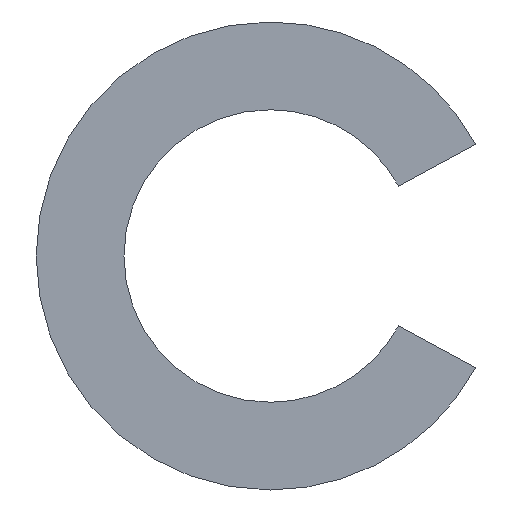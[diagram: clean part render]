
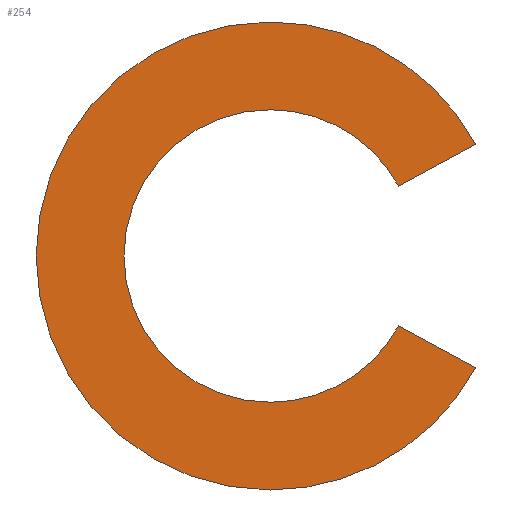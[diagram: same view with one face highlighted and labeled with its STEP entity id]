
A CAD part, front view. The second image highlights one B-rep face of the part: STEP entity #254.
In plain terms, the highlighted planar face has unit normal (0, -1, 0).
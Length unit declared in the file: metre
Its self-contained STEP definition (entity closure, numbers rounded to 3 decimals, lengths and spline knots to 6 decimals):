
#10 = ORIENTED_EDGE ( 'NONE', *, *, #129, .F. ) ;
#21 = LINE ( 'NONE', #319, #234 ) ;
#28 = CIRCLE ( 'NONE', #229, 0.02 ) ;
#30 = CARTESIAN_POINT ( 'NONE',  ( 0., -0.004, 0. ) ) ;
#33 = ORIENTED_EDGE ( 'NONE', *, *, #54, .T. ) ;
#42 = AXIS2_PLACEMENT_3D ( 'NONE', #112, #220, #61 ) ;
#43 = CARTESIAN_POINT ( 'NONE',  ( 0., -0.004, -0.0125 ) ) ;
#51 = DIRECTION ( 'NONE',  ( 1., 0., 0. ) ) ;
#54 = EDGE_CURVE ( 'NONE', #72, #291, #96, .T. ) ;
#61 = DIRECTION ( 'NONE',  ( 1., 0., 0. ) ) ;
#67 = VECTOR ( 'NONE', #223, 1. ) ;
#69 = DIRECTION ( 'NONE',  ( 0., 1., 0. ) ) ;
#71 = CARTESIAN_POINT ( 'NONE',  ( 0.010984, -0.004, -0.005966 ) ) ;
#72 = VERTEX_POINT ( 'NONE', #160 ) ;
#75 = DIRECTION ( 'NONE',  ( 1., 0., 0. ) ) ;
#79 = CARTESIAN_POINT ( 'NONE',  ( 0.017575, -0.004, 0.009545 ) ) ;
#80 = EDGE_LOOP ( 'NONE', ( #306, #311, #33, #202, #178, #256, #10, #287 ) ) ;
#83 = DIRECTION ( 'NONE',  ( 1., 0., 0. ) ) ;
#88 = CARTESIAN_POINT ( 'NONE',  ( 0., -0.004, 0. ) ) ;
#93 = LINE ( 'NONE', #283, #67 ) ;
#96 = CIRCLE ( 'NONE', #187, 0.0125 ) ;
#98 = DIRECTION ( 'NONE',  ( 0., 1., 0. ) ) ;
#110 = EDGE_CURVE ( 'NONE', #232, #337, #21, .T. ) ;
#112 = CARTESIAN_POINT ( 'NONE',  ( 0., -0.004, 0. ) ) ;
#118 = VERTEX_POINT ( 'NONE', #79 ) ;
#129 = EDGE_CURVE ( 'NONE', #232, #336, #292, .T. ) ;
#135 = CARTESIAN_POINT ( 'NONE',  ( 0., -0.004, 0. ) ) ;
#137 = AXIS2_PLACEMENT_3D ( 'NONE', #189, #293, #51 ) ;
#140 = DIRECTION ( 'NONE',  ( 0., 1., 0. ) ) ;
#143 = DIRECTION ( 'NONE',  ( 0., 1., 0. ) ) ;
#145 = EDGE_CURVE ( 'NONE', #336, #224, #28, .T. ) ;
#147 = CARTESIAN_POINT ( 'NONE',  ( 0., -0.004, 0. ) ) ;
#160 = CARTESIAN_POINT ( 'NONE',  ( 0., -0.004, 0.0125 ) ) ;
#161 = DIRECTION ( 'NONE',  ( -0.879, 0., 0.477 ) ) ;
#168 = CARTESIAN_POINT ( 'NONE',  ( 0.017575, -0.004, -0.009545 ) ) ;
#177 = AXIS2_PLACEMENT_3D ( 'NONE', #326, #69, #314 ) ;
#178 = ORIENTED_EDGE ( 'NONE', *, *, #242, .F. ) ;
#187 = AXIS2_PLACEMENT_3D ( 'NONE', #135, #261, #75 ) ;
#189 = CARTESIAN_POINT ( 'NONE',  ( 0., -0.004, 0. ) ) ;
#195 = CARTESIAN_POINT ( 'NONE',  ( 0., -0.004, 0.02 ) ) ;
#198 = FACE_OUTER_BOUND ( 'NONE', #80, .T. ) ;
#199 = CARTESIAN_POINT ( 'NONE',  ( 0., -0.004, -0.02 ) ) ;
#202 = ORIENTED_EDGE ( 'NONE', *, *, #333, .T. ) ;
#218 = PLANE ( 'NONE',  #177 ) ;
#219 = EDGE_CURVE ( 'NONE', #337, #339, #320, .T. ) ;
#220 = DIRECTION ( 'NONE',  ( 0., 1., 0. ) ) ;
#223 = DIRECTION ( 'NONE',  ( 0.879, 0., 0.477 ) ) ;
#224 = VERTEX_POINT ( 'NONE', #195 ) ;
#229 = AXIS2_PLACEMENT_3D ( 'NONE', #88, #143, #277 ) ;
#232 = VERTEX_POINT ( 'NONE', #168 ) ;
#234 = VECTOR ( 'NONE', #161, 1. ) ;
#242 = EDGE_CURVE ( 'NONE', #224, #118, #345, .T. ) ;
#244 = AXIS2_PLACEMENT_3D ( 'NONE', #147, #98, #278 ) ;
#254 = ADVANCED_FACE ( 'NONE', ( #198 ), #218, .F. ) ;
#256 = ORIENTED_EDGE ( 'NONE', *, *, #145, .F. ) ;
#257 = AXIS2_PLACEMENT_3D ( 'NONE', #30, #140, #83 ) ;
#261 = DIRECTION ( 'NONE',  ( 0., 1., 0. ) ) ;
#277 = DIRECTION ( 'NONE',  ( 1., 0., 0. ) ) ;
#278 = DIRECTION ( 'NONE',  ( 1., 0., 0. ) ) ;
#283 = CARTESIAN_POINT ( 'NONE',  ( -0.000001, -0.004, 0.000002 ) ) ;
#287 = ORIENTED_EDGE ( 'NONE', *, *, #110, .T. ) ;
#291 = VERTEX_POINT ( 'NONE', #335 ) ;
#292 = CIRCLE ( 'NONE', #137, 0.02 ) ;
#293 = DIRECTION ( 'NONE',  ( 0., 1., 0. ) ) ;
#298 = EDGE_CURVE ( 'NONE', #339, #72, #310, .T. ) ;
#306 = ORIENTED_EDGE ( 'NONE', *, *, #219, .T. ) ;
#310 = CIRCLE ( 'NONE', #244, 0.0125 ) ;
#311 = ORIENTED_EDGE ( 'NONE', *, *, #298, .T. ) ;
#314 = DIRECTION ( 'NONE',  ( 1., 0., 0. ) ) ;
#319 = CARTESIAN_POINT ( 'NONE',  ( -0.000001, -0.004, -0.000002 ) ) ;
#320 = CIRCLE ( 'NONE', #257, 0.0125 ) ;
#326 = CARTESIAN_POINT ( 'NONE',  ( 0., -0.004, 0. ) ) ;
#333 = EDGE_CURVE ( 'NONE', #291, #118, #93, .T. ) ;
#335 = CARTESIAN_POINT ( 'NONE',  ( 0.010984, -0.004, 0.005966 ) ) ;
#336 = VERTEX_POINT ( 'NONE', #199 ) ;
#337 = VERTEX_POINT ( 'NONE', #71 ) ;
#339 = VERTEX_POINT ( 'NONE', #43 ) ;
#345 = CIRCLE ( 'NONE', #42, 0.02 ) ;
